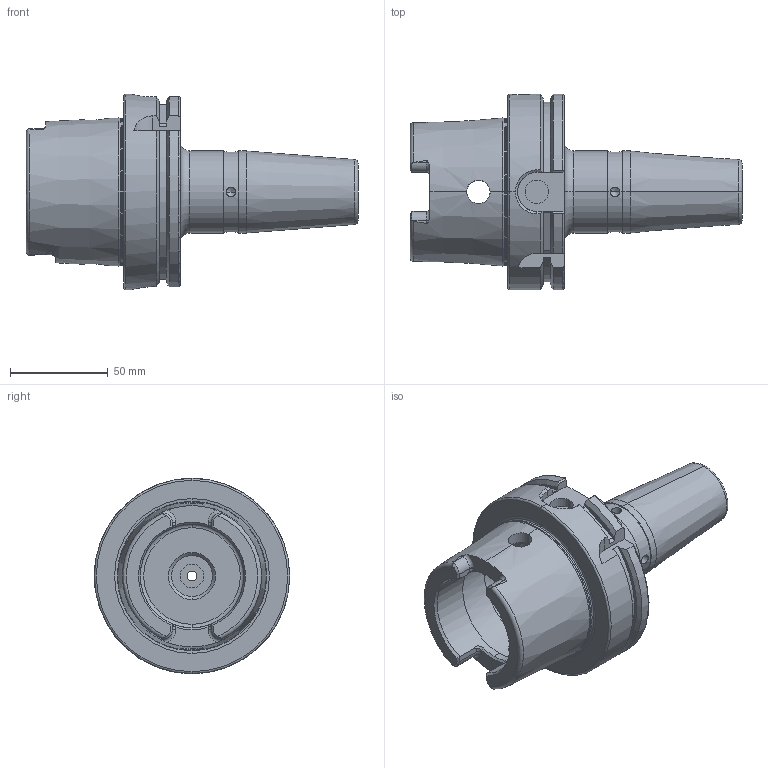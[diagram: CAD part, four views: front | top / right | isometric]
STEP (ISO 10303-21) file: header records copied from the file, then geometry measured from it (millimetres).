
FILE_DESCRIPTION (( 'STEP AP203' ), '1' );
FILE_NAME ('91100A-SR20120.STEP', '2023-04-19T03:59:41', ( '' ), ( '' ), 'SwSTEP 2.0', 'SolidWorks 2018', '' );
FILE_SCHEMA (( 'CONFIG_CONTROL_DESIGN' ));
Length unit declared in the file: millimetre
Products named in the file (4): HSKA100SFC20120WW; 91100A-SR20120; SCWM16X1X20-FLAT
Assembly tree (3 placements, depth 3):
  91100A-SR20120
    HSKA100SFC20120WW
      HSKA100SFC20120WW
      SCWM16X1X20-FLAT
Bounding box: 169.95 x 100 x 100 mm (x, y, z)
Volume: 343714.3 mm3; surface area: 67254.2 mm2
Topology: 2 solids, 2 shells, 218 faces, 534 edges, 320 vertices
Faces by surface type: cylinder 71, plane 59, cone 47, torus 31, bspline 10
Entity records: 8267 total; most frequent: CARTESIAN_POINT 2891, ORIENTED_EDGE 1048, DIRECTION 1039, EDGE_CURVE 524, AXIS2_PLACEMENT_3D 424, VERTEX_POINT 320, EDGE_LOOP 236, ADVANCED_FACE 218
